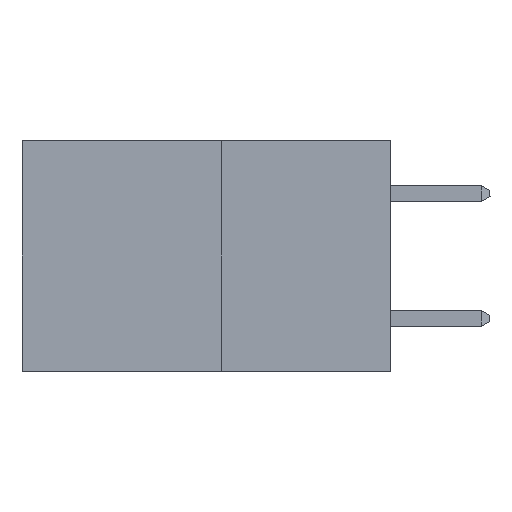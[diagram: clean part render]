
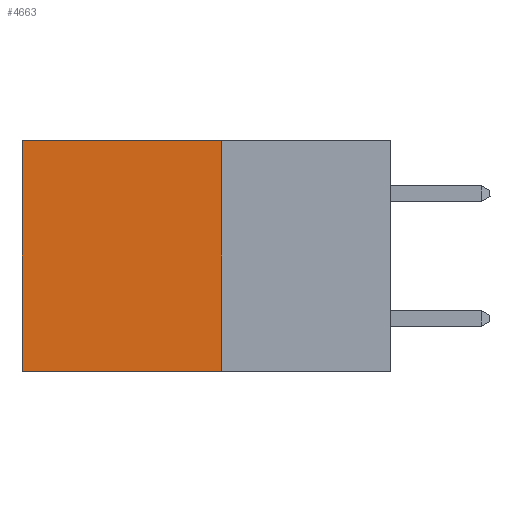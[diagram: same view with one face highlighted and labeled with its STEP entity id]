
A CAD part, left-side view. The second image highlights one B-rep face of the part: STEP entity #4663.
In plain terms, the highlighted planar face has unit normal (-1, 0, 0).
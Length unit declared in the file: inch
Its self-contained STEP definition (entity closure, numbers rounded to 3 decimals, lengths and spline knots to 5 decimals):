
#243 = CARTESIAN_POINT ( 'NONE',  ( 0.277, 0.27, -0.37 ) ) ;
#1019 = VECTOR ( 'NONE', #6864, 39.37008 ) ;
#1585 = VERTEX_POINT ( 'NONE', #1987 ) ;
#1675 = ORIENTED_EDGE ( 'NONE', *, *, #6927, .F. ) ;
#1966 = VERTEX_POINT ( 'NONE', #10521 ) ;
#1987 = CARTESIAN_POINT ( 'NONE',  ( 0.277, 0.59, -0.37 ) ) ;
#2332 = EDGE_CURVE ( 'NONE', #6396, #2613, #3652, .T. ) ;
#2613 = VERTEX_POINT ( 'NONE', #5992 ) ;
#2906 = EDGE_LOOP ( 'NONE', ( #9810, #1675, #5270, #14339 ) ) ;
#3013 = EDGE_CURVE ( 'NONE', #6396, #1966, #12054, .T. ) ;
#3652 = LINE ( 'NONE', #243, #1019 ) ;
#4114 = EDGE_CURVE ( 'NONE', #1966, #1585, #10132, .T. ) ;
#4663 = ADVANCED_FACE ( 'NONE', ( #6517 ), #7232, .F. ) ;
#4689 = CARTESIAN_POINT ( 'NONE',  ( 0.277, 0.27, 0. ) ) ;
#4846 = CARTESIAN_POINT ( 'NONE',  ( 0.277, 0.59, -0.37 ) ) ;
#5034 = VECTOR ( 'NONE', #14449, 39.37008 ) ;
#5270 = ORIENTED_EDGE ( 'NONE', *, *, #2332, .F. ) ;
#5657 = DIRECTION ( 'NONE',  ( 0., 1., 0. ) ) ;
#5992 = CARTESIAN_POINT ( 'NONE',  ( 0.277, 0.27, -0.37 ) ) ;
#6225 = CARTESIAN_POINT ( 'NONE',  ( 0.277, 0.27, 0. ) ) ;
#6378 = VECTOR ( 'NONE', #5657, 39.37008 ) ;
#6396 = VERTEX_POINT ( 'NONE', #6225 ) ;
#6517 = FACE_OUTER_BOUND ( 'NONE', #2906, .T. ) ;
#6864 = DIRECTION ( 'NONE',  ( 0., 0., -1. ) ) ;
#6927 = EDGE_CURVE ( 'NONE', #2613, #1585, #13981, .T. ) ;
#7232 = PLANE ( 'NONE',  #12052 ) ;
#7624 = DIRECTION ( 'NONE',  ( 1., 0., 0. ) ) ;
#9786 = VECTOR ( 'NONE', #10832, 39.37008 ) ;
#9810 = ORIENTED_EDGE ( 'NONE', *, *, #4114, .T. ) ;
#10132 = LINE ( 'NONE', #4846, #9786 ) ;
#10198 = DIRECTION ( 'NONE',  ( 0., 0., -1. ) ) ;
#10521 = CARTESIAN_POINT ( 'NONE',  ( 0.277, 0.59, 0. ) ) ;
#10536 = CARTESIAN_POINT ( 'NONE',  ( 0.277, 0.27, -0.37 ) ) ;
#10832 = DIRECTION ( 'NONE',  ( 0., 0., -1. ) ) ;
#12052 = AXIS2_PLACEMENT_3D ( 'NONE', #10536, #7624, #10198 ) ;
#12054 = LINE ( 'NONE', #4689, #6378 ) ;
#13944 = CARTESIAN_POINT ( 'NONE',  ( 0.277, 0.27, -0.37 ) ) ;
#13981 = LINE ( 'NONE', #13944, #5034 ) ;
#14339 = ORIENTED_EDGE ( 'NONE', *, *, #3013, .T. ) ;
#14449 = DIRECTION ( 'NONE',  ( 0., 1., 0. ) ) ;
